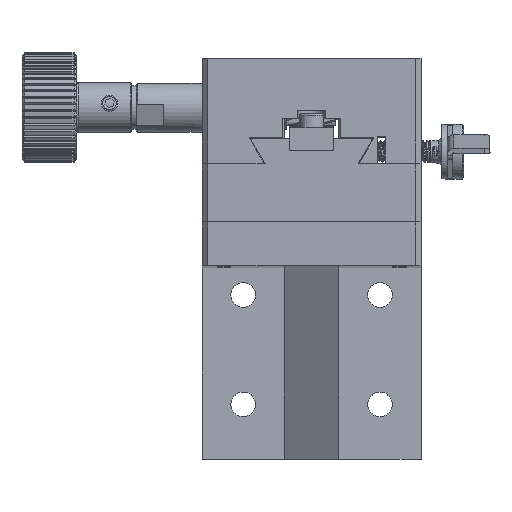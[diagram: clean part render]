
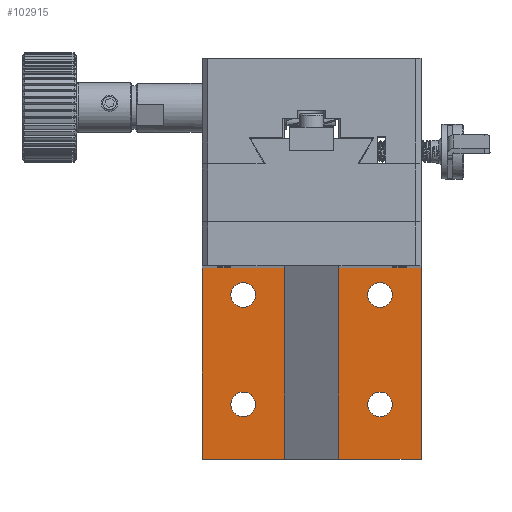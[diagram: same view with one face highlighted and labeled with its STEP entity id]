
A CAD part, top view. The second image highlights one B-rep face of the part: STEP entity #102915.
In plain terms, the highlighted planar face has unit normal (0, 0, 1).
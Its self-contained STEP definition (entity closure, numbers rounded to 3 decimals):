
#472 = EDGE_CURVE ( 'NONE', #33041, #68785, #81497, .T. ) ;
#1868 = VERTEX_POINT ( 'NONE', #64801 ) ;
#2141 = FACE_BOUND ( 'NONE', #56686, .T. ) ;
#2868 = EDGE_LOOP ( 'NONE', ( #30515 ) ) ;
#6539 = EDGE_LOOP ( 'NONE', ( #194643 ) ) ;
#9352 = EDGE_CURVE ( 'NONE', #108294, #108294, #164800, .T. ) ;
#12898 = VERTEX_POINT ( 'NONE', #89630 ) ;
#16422 = DIRECTION ( 'NONE',  ( 0., 0., -1. ) ) ;
#17239 = FACE_BOUND ( 'NONE', #51485, .T. ) ;
#18561 = AXIS2_PLACEMENT_3D ( 'NONE', #45386, #152867, #183911 ) ;
#19184 = FACE_BOUND ( 'NONE', #2868, .T. ) ;
#23466 = ORIENTED_EDGE ( 'NONE', *, *, #88667, .T. ) ;
#25716 = DIRECTION ( 'NONE',  ( 0., 0., -1. ) ) ;
#25748 = CARTESIAN_POINT ( 'NONE',  ( 151.54, 149.498, 27.572 ) ) ;
#26648 = ORIENTED_EDGE ( 'NONE', *, *, #80011, .T. ) ;
#28760 = CARTESIAN_POINT ( 'NONE',  ( 161.79, 154.498, 27.572 ) ) ;
#29756 = LINE ( 'NONE', #105111, #85490 ) ;
#30515 = ORIENTED_EDGE ( 'NONE', *, *, #132229, .T. ) ;
#31920 = AXIS2_PLACEMENT_3D ( 'NONE', #62620, #91785, #76713 ) ;
#33041 = VERTEX_POINT ( 'NONE', #154553 ) ;
#34059 = DIRECTION ( 'NONE',  ( 0., 0., -1. ) ) ;
#35536 = DIRECTION ( 'NONE',  ( -1., 0., 0. ) ) ;
#37304 = DIRECTION ( 'NONE',  ( -1., 0., 0. ) ) ;
#37388 = CIRCLE ( 'NONE', #130465, 2.25 ) ;
#38438 = ORIENTED_EDGE ( 'NONE', *, *, #47016, .T. ) ;
#40900 = DIRECTION ( 'NONE',  ( 0., -1., 0. ) ) ;
#45386 = CARTESIAN_POINT ( 'NONE',  ( 161.79, 154.498, 27.572 ) ) ;
#46749 = CARTESIAN_POINT ( 'NONE',  ( 152.04, 121.498, 27.572 ) ) ;
#47016 = EDGE_CURVE ( 'NONE', #12898, #1868, #162410, .T. ) ;
#47358 = FACE_BOUND ( 'NONE', #6539, .T. ) ;
#50604 = DIRECTION ( 'NONE',  ( 0., 0., -1. ) ) ;
#51485 = EDGE_LOOP ( 'NONE', ( #197100 ) ) ;
#53633 = VERTEX_POINT ( 'NONE', #97864 ) ;
#53930 = ORIENTED_EDGE ( 'NONE', *, *, #66119, .T. ) ;
#54847 = EDGE_CURVE ( 'NONE', #71927, #71927, #173848, .T. ) ;
#56686 = EDGE_LOOP ( 'NONE', ( #53930 ) ) ;
#60866 = CIRCLE ( 'NONE', #31920, 2.25 ) ;
#62620 = CARTESIAN_POINT ( 'NONE',  ( 154.29, 141.498, 27.572 ) ) ;
#63388 = PLANE ( 'NONE',  #18561 ) ;
#64801 = CARTESIAN_POINT ( 'NONE',  ( 121.79, 111.498, 27.572 ) ) ;
#65161 = CIRCLE ( 'NONE', #103763, 2.25 ) ;
#65344 = FACE_BOUND ( 'NONE', #65911, .T. ) ;
#65911 = EDGE_LOOP ( 'NONE', ( #161704 ) ) ;
#66119 = EDGE_CURVE ( 'NONE', #198349, #198349, #101537, .T. ) ;
#66147 = CARTESIAN_POINT ( 'NONE',  ( 129.79, 149.498, 27.572 ) ) ;
#67717 = VERTEX_POINT ( 'NONE', #190190 ) ;
#68785 = VERTEX_POINT ( 'NONE', #28760 ) ;
#68934 = DIRECTION ( 'NONE',  ( -1., 0., 0. ) ) ;
#70696 = VERTEX_POINT ( 'NONE', #193150 ) ;
#71063 = VECTOR ( 'NONE', #176787, 1000. ) ;
#71927 = VERTEX_POINT ( 'NONE', #25748 ) ;
#76670 = ORIENTED_EDGE ( 'NONE', *, *, #148999, .T. ) ;
#76713 = DIRECTION ( 'NONE',  ( -1., 0., 0. ) ) ;
#76892 = VECTOR ( 'NONE', #194636, 1000. ) ;
#78611 = VERTEX_POINT ( 'NONE', #139908 ) ;
#80011 = EDGE_CURVE ( 'NONE', #68785, #12898, #103318, .T. ) ;
#80302 = AXIS2_PLACEMENT_3D ( 'NONE', #142334, #96117, #68934 ) ;
#80427 = FACE_BOUND ( 'NONE', #178434, .T. ) ;
#81497 = LINE ( 'NONE', #85453, #71063 ) ;
#82727 = CARTESIAN_POINT ( 'NONE',  ( 129.29, 141.498, 27.572 ) ) ;
#85453 = CARTESIAN_POINT ( 'NONE',  ( 161.79, 154.498, 27.572 ) ) ;
#85490 = VECTOR ( 'NONE', #166352, 1000. ) ;
#88667 = EDGE_CURVE ( 'NONE', #53633, #53633, #65161, .T. ) ;
#89630 = CARTESIAN_POINT ( 'NONE',  ( 121.79, 154.498, 27.572 ) ) ;
#90956 = DIRECTION ( 'NONE',  ( -1., 0., 0. ) ) ;
#91785 = DIRECTION ( 'NONE',  ( 0., 0., -1. ) ) ;
#92400 = AXIS2_PLACEMENT_3D ( 'NONE', #132193, #25716, #90956 ) ;
#93792 = AXIS2_PLACEMENT_3D ( 'NONE', #111705, #140871, #37304 ) ;
#95788 = DIRECTION ( 'NONE',  ( -1., 0., 0. ) ) ;
#95967 = ORIENTED_EDGE ( 'NONE', *, *, #472, .T. ) ;
#96117 = DIRECTION ( 'NONE',  ( 0., 0., -1. ) ) ;
#97419 = AXIS2_PLACEMENT_3D ( 'NONE', #66147, #34059, #156594 ) ;
#97864 = CARTESIAN_POINT ( 'NONE',  ( 139.54, 139.498, 27.572 ) ) ;
#99555 = EDGE_CURVE ( 'NONE', #1868, #33041, #29756, .T. ) ;
#101537 = CIRCLE ( 'NONE', #152942, 2.25 ) ;
#102915 = ADVANCED_FACE ( 'NONE', ( #169855, #19184, #80427, #2141, #141720, #17239, #47358, #139760, #65344 ), #63388, .T. ) ;
#103318 = LINE ( 'NONE', #134458, #76892 ) ;
#103763 = AXIS2_PLACEMENT_3D ( 'NONE', #119926, #16422, #104841 ) ;
#104813 = VERTEX_POINT ( 'NONE', #166059 ) ;
#104841 = DIRECTION ( 'NONE',  ( -1., 0., 0. ) ) ;
#105111 = CARTESIAN_POINT ( 'NONE',  ( 161.79, 111.498, 27.572 ) ) ;
#106797 = EDGE_CURVE ( 'NONE', #67717, #67717, #160443, .T. ) ;
#108294 = VERTEX_POINT ( 'NONE', #184523 ) ;
#108642 = EDGE_LOOP ( 'NONE', ( #95967, #26648, #38438, #170460 ) ) ;
#110820 = EDGE_LOOP ( 'NONE', ( #23466 ) ) ;
#111705 = CARTESIAN_POINT ( 'NONE',  ( 153.79, 149.498, 27.572 ) ) ;
#119926 = CARTESIAN_POINT ( 'NONE',  ( 141.79, 139.498, 27.572 ) ) ;
#127852 = EDGE_CURVE ( 'NONE', #70696, #70696, #178893, .T. ) ;
#130465 = AXIS2_PLACEMENT_3D ( 'NONE', #82727, #50604, #35536 ) ;
#132193 = CARTESIAN_POINT ( 'NONE',  ( 141.79, 119.498, 27.572 ) ) ;
#132229 = EDGE_CURVE ( 'NONE', #104813, #104813, #37388, .T. ) ;
#134458 = CARTESIAN_POINT ( 'NONE',  ( 161.79, 154.498, 27.572 ) ) ;
#139760 = FACE_BOUND ( 'NONE', #110820, .T. ) ;
#139908 = CARTESIAN_POINT ( 'NONE',  ( 152.04, 141.498, 27.572 ) ) ;
#140871 = DIRECTION ( 'NONE',  ( 0., 0., -1. ) ) ;
#141720 = FACE_BOUND ( 'NONE', #191987, .T. ) ;
#142334 = CARTESIAN_POINT ( 'NONE',  ( 129.29, 121.498, 27.572 ) ) ;
#148999 = EDGE_CURVE ( 'NONE', #78611, #78611, #60866, .T. ) ;
#149160 = VECTOR ( 'NONE', #40900, 1000. ) ;
#152867 = DIRECTION ( 'NONE',  ( 0., 0., 1. ) ) ;
#152942 = AXIS2_PLACEMENT_3D ( 'NONE', #187118, #158023, #95788 ) ;
#154553 = CARTESIAN_POINT ( 'NONE',  ( 161.79, 111.498, 27.572 ) ) ;
#156594 = DIRECTION ( 'NONE',  ( -1., 0., 0. ) ) ;
#158023 = DIRECTION ( 'NONE',  ( 0., 0., -1. ) ) ;
#160443 = CIRCLE ( 'NONE', #80302, 2.25 ) ;
#161704 = ORIENTED_EDGE ( 'NONE', *, *, #127852, .T. ) ;
#162410 = LINE ( 'NONE', #192501, #149160 ) ;
#164800 = CIRCLE ( 'NONE', #97419, 2.25 ) ;
#166059 = CARTESIAN_POINT ( 'NONE',  ( 127.04, 141.498, 27.572 ) ) ;
#166352 = DIRECTION ( 'NONE',  ( 1., 0., 0. ) ) ;
#169855 = FACE_OUTER_BOUND ( 'NONE', #108642, .T. ) ;
#170460 = ORIENTED_EDGE ( 'NONE', *, *, #99555, .T. ) ;
#173848 = CIRCLE ( 'NONE', #93792, 2.25 ) ;
#176787 = DIRECTION ( 'NONE',  ( 0., 1., 0. ) ) ;
#178434 = EDGE_LOOP ( 'NONE', ( #189512 ) ) ;
#178893 = CIRCLE ( 'NONE', #92400, 2.25 ) ;
#183911 = DIRECTION ( 'NONE',  ( 1., 0., 0. ) ) ;
#184523 = CARTESIAN_POINT ( 'NONE',  ( 127.54, 149.498, 27.572 ) ) ;
#187118 = CARTESIAN_POINT ( 'NONE',  ( 154.29, 121.498, 27.572 ) ) ;
#189512 = ORIENTED_EDGE ( 'NONE', *, *, #106797, .T. ) ;
#190190 = CARTESIAN_POINT ( 'NONE',  ( 127.04, 121.498, 27.572 ) ) ;
#191987 = EDGE_LOOP ( 'NONE', ( #76670 ) ) ;
#192501 = CARTESIAN_POINT ( 'NONE',  ( 121.79, 154.498, 27.572 ) ) ;
#193150 = CARTESIAN_POINT ( 'NONE',  ( 139.54, 119.498, 27.572 ) ) ;
#194636 = DIRECTION ( 'NONE',  ( -1., 0., 0. ) ) ;
#194643 = ORIENTED_EDGE ( 'NONE', *, *, #54847, .T. ) ;
#197100 = ORIENTED_EDGE ( 'NONE', *, *, #9352, .T. ) ;
#198349 = VERTEX_POINT ( 'NONE', #46749 ) ;
